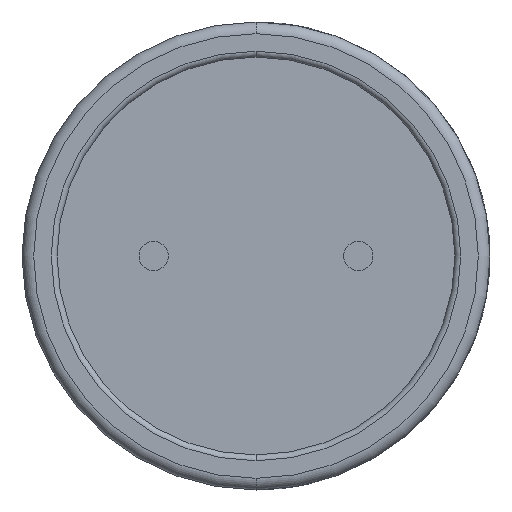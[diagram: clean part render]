
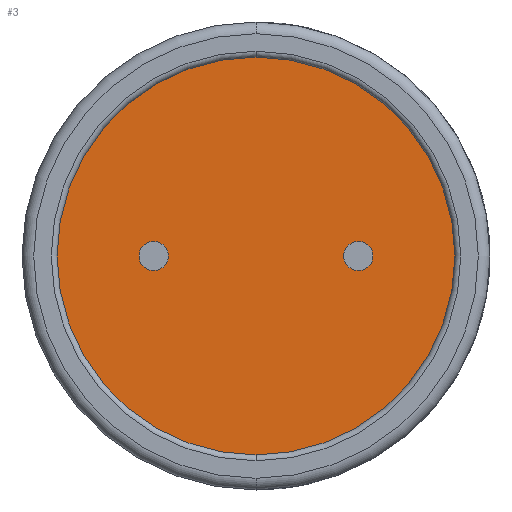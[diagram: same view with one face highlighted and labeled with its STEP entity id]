
A CAD part, front view. The second image highlights one B-rep face of the part: STEP entity #3.
In plain terms, the highlighted planar face has unit normal (0, -1, 0).
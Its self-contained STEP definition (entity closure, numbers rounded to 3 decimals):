
#3 = ADVANCED_FACE ( 'NONE', ( #566 ), #1104, .T. ) ;
#31 = CARTESIAN_POINT ( 'NONE',  ( 0., 0.1, -3.4 ) ) ;
#104 = CARTESIAN_POINT ( 'NONE',  ( 0., 0.1, 0. ) ) ;
#216 = EDGE_CURVE ( 'NONE', #985, #941, #772, .T. ) ;
#287 = DIRECTION ( 'NONE',  ( 0., -1., 0. ) ) ;
#325 = CARTESIAN_POINT ( 'NONE',  ( 0., 0.1, 3.4 ) ) ;
#344 = ORIENTED_EDGE ( 'NONE', *, *, #795, .T. ) ;
#362 = AXIS2_PLACEMENT_3D ( 'NONE', #104, #971, #724 ) ;
#499 = DIRECTION ( 'NONE',  ( 0., 0., -1. ) ) ;
#566 = FACE_OUTER_BOUND ( 'NONE', #1013, .T. ) ;
#656 = AXIS2_PLACEMENT_3D ( 'NONE', #934, #781, #499 ) ;
#724 = DIRECTION ( 'NONE',  ( 0., 0., -1. ) ) ;
#730 = CARTESIAN_POINT ( 'NONE',  ( 0., 0.1, 0. ) ) ;
#772 = CIRCLE ( 'NONE', #1053, 3.4 ) ;
#781 = DIRECTION ( 'NONE',  ( 0., -1., 0. ) ) ;
#795 = EDGE_CURVE ( 'NONE', #941, #985, #963, .T. ) ;
#890 = DIRECTION ( 'NONE',  ( 0., 0., -1. ) ) ;
#934 = CARTESIAN_POINT ( 'NONE',  ( 0., 0.1, 0. ) ) ;
#941 = VERTEX_POINT ( 'NONE', #31 ) ;
#957 = ORIENTED_EDGE ( 'NONE', *, *, #216, .T. ) ;
#963 = CIRCLE ( 'NONE', #362, 3.4 ) ;
#971 = DIRECTION ( 'NONE',  ( 0., -1., 0. ) ) ;
#985 = VERTEX_POINT ( 'NONE', #325 ) ;
#1013 = EDGE_LOOP ( 'NONE', ( #344, #957 ) ) ;
#1053 = AXIS2_PLACEMENT_3D ( 'NONE', #730, #287, #890 ) ;
#1104 = PLANE ( 'NONE',  #656 ) ;
